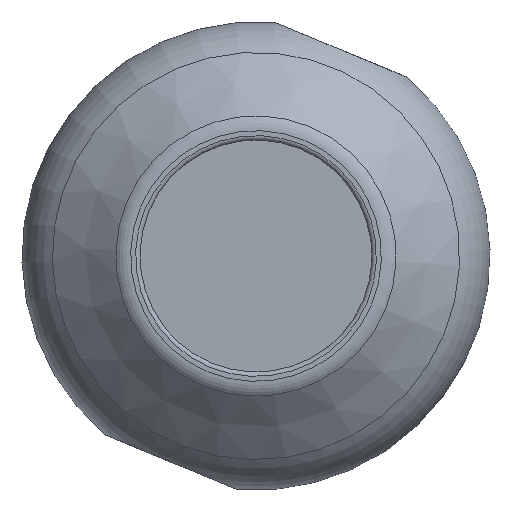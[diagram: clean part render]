
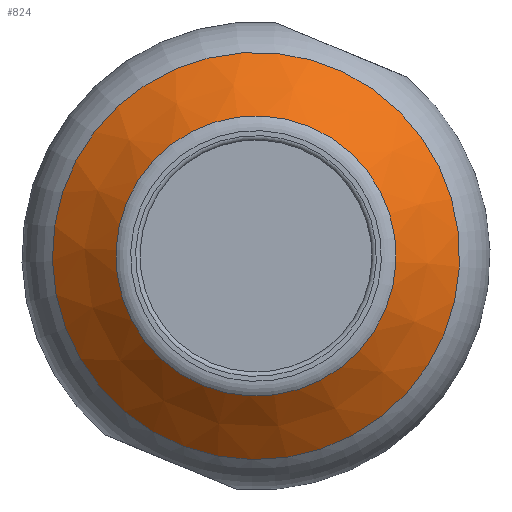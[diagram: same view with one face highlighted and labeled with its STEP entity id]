
A CAD part, left-side view. The second image highlights one B-rep face of the part: STEP entity #824.
In plain terms, the highlighted conical face has half-angle 48.814 degrees and reference radius 6 mm.
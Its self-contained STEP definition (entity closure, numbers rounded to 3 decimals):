
#155=CONICAL_SURFACE('',#4014,6.,48.814);
#312=FACE_BOUND('',#1365,.T.);
#313=FACE_BOUND('',#1366,.T.);
#824=ADVANCED_FACE('',(#312,#313),#155,.T.);
#1365=EDGE_LOOP('',(#2012));
#1366=EDGE_LOOP('',(#2013));
#1624=CIRCLE('',#4011,6.283);
#1625=CIRCLE('',#4013,9.134);
#2012=ORIENTED_EDGE('',*,*,#3344,.T.);
#2013=ORIENTED_EDGE('',*,*,#3329,.T.);
#2962=VERTEX_POINT('',#5754);
#2975=VERTEX_POINT('',#6169);
#3329=EDGE_CURVE('',#2962,#2962,#1624,.T.);
#3344=EDGE_CURVE('',#2975,#2975,#1625,.T.);
#4011=AXIS2_PLACEMENT_3D('',#5753,#4626,#4627);
#4013=AXIS2_PLACEMENT_3D('',#6168,#4630,#4631);
#4014=AXIS2_PLACEMENT_3D('',#6170,#4632,#4633);
#4626=DIRECTION('',(1.,0.,0.));
#4627=DIRECTION('',(0.,-0.383,0.924));
#4630=DIRECTION('',(-1.,0.,0.));
#4631=DIRECTION('',(0.,-0.924,-0.383));
#4632=DIRECTION('',(1.,0.,0.));
#4633=DIRECTION('',(0.,0.383,-0.924));
#5753=CARTESIAN_POINT('',(-47.999,0.,0.003));
#5754=CARTESIAN_POINT('',(-47.999,-2.404,5.808));
#6168=CARTESIAN_POINT('',(-45.504,0.,0.003));
#6169=CARTESIAN_POINT('',(-45.504,-8.439,-3.492));
#6170=CARTESIAN_POINT('',(-48.246,0.,0.003));
